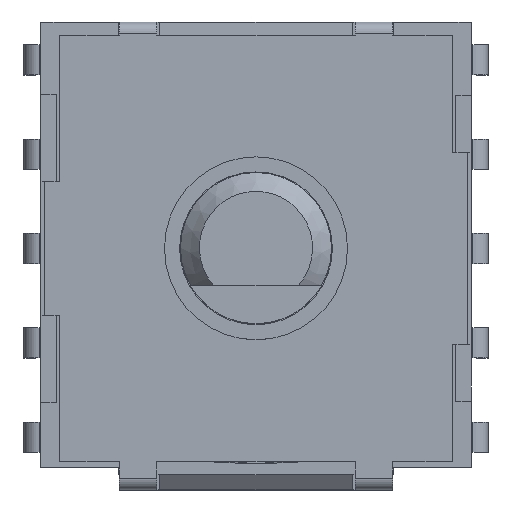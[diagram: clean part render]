
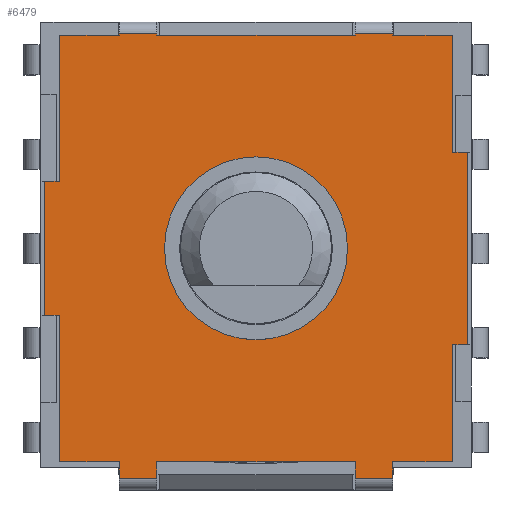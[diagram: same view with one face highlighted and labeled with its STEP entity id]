
A CAD part, top view. The second image highlights one B-rep face of the part: STEP entity #6479.
In plain terms, the highlighted planar face has unit normal (0, 0, 1).
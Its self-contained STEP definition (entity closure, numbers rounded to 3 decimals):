
#21=FACE_BOUND('',#775,.T.);
#151=PLANE('',#6917);
#450=FACE_OUTER_BOUND('',#774,.T.);
#774=EDGE_LOOP('',(#4984,#4985,#4986,#4987,#4988,#4989,#4990,#4991,#4992,
#4993,#4994,#4995,#4996,#4997,#4998,#4999,#5000,#5001,#5002,#5003,#5004,
#5005,#5006,#5007,#5008,#5009,#5010,#5011,#5012,#5013,#5014,#5015));
#775=EDGE_LOOP('',(#5016));
#1300=LINE('',#9772,#2049);
#1304=LINE('',#9781,#2053);
#1336=LINE('',#9875,#2085);
#1338=LINE('',#9881,#2087);
#1343=LINE('',#9890,#2092);
#1344=LINE('',#9892,#2093);
#1345=LINE('',#9894,#2094);
#1346=LINE('',#9896,#2095);
#1347=LINE('',#9898,#2096);
#1348=LINE('',#9900,#2097);
#1349=LINE('',#9901,#2098);
#1350=LINE('',#9903,#2099);
#1351=LINE('',#9905,#2100);
#1352=LINE('',#9907,#2101);
#1353=LINE('',#9909,#2102);
#1354=LINE('',#9911,#2103);
#1355=LINE('',#9913,#2104);
#1356=LINE('',#9915,#2105);
#1357=LINE('',#9917,#2106);
#1358=LINE('',#9919,#2107);
#1359=LINE('',#9921,#2108);
#1360=LINE('',#9923,#2109);
#1361=LINE('',#9925,#2110);
#1362=LINE('',#9927,#2111);
#1363=LINE('',#9929,#2112);
#1364=LINE('',#9930,#2113);
#1365=LINE('',#9932,#2114);
#1366=LINE('',#9934,#2115);
#1367=LINE('',#9936,#2116);
#1368=LINE('',#9938,#2117);
#1369=LINE('',#9940,#2118);
#1370=LINE('',#9941,#2119);
#2049=VECTOR('',#7983,10.);
#2053=VECTOR('',#7989,10.);
#2085=VECTOR('',#8061,10.);
#2087=VECTOR('',#8067,10.);
#2092=VECTOR('',#8074,10.);
#2093=VECTOR('',#8075,10.);
#2094=VECTOR('',#8076,10.);
#2095=VECTOR('',#8077,10.);
#2096=VECTOR('',#8078,10.);
#2097=VECTOR('',#8079,10.);
#2098=VECTOR('',#8080,10.);
#2099=VECTOR('',#8081,10.);
#2100=VECTOR('',#8082,10.);
#2101=VECTOR('',#8083,10.);
#2102=VECTOR('',#8084,10.);
#2103=VECTOR('',#8085,10.);
#2104=VECTOR('',#8086,10.);
#2105=VECTOR('',#8087,10.);
#2106=VECTOR('',#8088,10.);
#2107=VECTOR('',#8089,10.);
#2108=VECTOR('',#8090,10.);
#2109=VECTOR('',#8091,10.);
#2110=VECTOR('',#8092,10.);
#2111=VECTOR('',#8093,10.);
#2112=VECTOR('',#8094,10.);
#2113=VECTOR('',#8095,10.);
#2114=VECTOR('',#8096,10.);
#2115=VECTOR('',#8097,10.);
#2116=VECTOR('',#8098,10.);
#2117=VECTOR('',#8099,10.);
#2118=VECTOR('',#8100,10.);
#2119=VECTOR('',#8101,10.);
#2528=CIRCLE('',#6911,2.425);
#2903=VERTEX_POINT('',#9766);
#2905=VERTEX_POINT('',#9770);
#2907=VERTEX_POINT('',#9775);
#2909=VERTEX_POINT('',#9779);
#2948=VERTEX_POINT('',#9866);
#2950=VERTEX_POINT('',#9872);
#2951=VERTEX_POINT('',#9874);
#2953=VERTEX_POINT('',#9880);
#2956=VERTEX_POINT('',#9889);
#2957=VERTEX_POINT('',#9891);
#2958=VERTEX_POINT('',#9893);
#2959=VERTEX_POINT('',#9895);
#2960=VERTEX_POINT('',#9897);
#2961=VERTEX_POINT('',#9899);
#2962=VERTEX_POINT('',#9902);
#2963=VERTEX_POINT('',#9904);
#2964=VERTEX_POINT('',#9906);
#2965=VERTEX_POINT('',#9908);
#2966=VERTEX_POINT('',#9910);
#2967=VERTEX_POINT('',#9912);
#2968=VERTEX_POINT('',#9914);
#2969=VERTEX_POINT('',#9916);
#2970=VERTEX_POINT('',#9918);
#2971=VERTEX_POINT('',#9920);
#2972=VERTEX_POINT('',#9922);
#2973=VERTEX_POINT('',#9924);
#2974=VERTEX_POINT('',#9926);
#2975=VERTEX_POINT('',#9928);
#2976=VERTEX_POINT('',#9931);
#2977=VERTEX_POINT('',#9933);
#2978=VERTEX_POINT('',#9935);
#2979=VERTEX_POINT('',#9937);
#2980=VERTEX_POINT('',#9939);
#3645=EDGE_CURVE('',#2905,#2903,#1300,.T.);
#3649=EDGE_CURVE('',#2909,#2907,#1304,.T.);
#3691=EDGE_CURVE('',#2948,#2948,#2528,.T.);
#3693=EDGE_CURVE('',#2950,#2951,#1336,.T.);
#3696=EDGE_CURVE('',#2953,#2951,#1338,.T.);
#3701=EDGE_CURVE('',#2956,#2950,#1343,.T.);
#3702=EDGE_CURVE('',#2957,#2956,#1344,.T.);
#3703=EDGE_CURVE('',#2958,#2957,#1345,.T.);
#3704=EDGE_CURVE('',#2959,#2958,#1346,.T.);
#3705=EDGE_CURVE('',#2959,#2960,#1347,.T.);
#3706=EDGE_CURVE('',#2961,#2960,#1348,.T.);
#3707=EDGE_CURVE('',#2961,#2907,#1349,.T.);
#3708=EDGE_CURVE('',#2962,#2909,#1350,.T.);
#3709=EDGE_CURVE('',#2963,#2962,#1351,.T.);
#3710=EDGE_CURVE('',#2963,#2964,#1352,.T.);
#3711=EDGE_CURVE('',#2965,#2964,#1353,.T.);
#3712=EDGE_CURVE('',#2966,#2965,#1354,.T.);
#3713=EDGE_CURVE('',#2967,#2966,#1355,.T.);
#3714=EDGE_CURVE('',#2967,#2968,#1356,.T.);
#3715=EDGE_CURVE('',#2969,#2968,#1357,.T.);
#3716=EDGE_CURVE('',#2970,#2969,#1358,.T.);
#3717=EDGE_CURVE('',#2971,#2970,#1359,.T.);
#3718=EDGE_CURVE('',#2972,#2971,#1360,.T.);
#3719=EDGE_CURVE('',#2973,#2972,#1361,.T.);
#3720=EDGE_CURVE('',#2973,#2974,#1362,.T.);
#3721=EDGE_CURVE('',#2975,#2974,#1363,.T.);
#3722=EDGE_CURVE('',#2975,#2903,#1364,.T.);
#3723=EDGE_CURVE('',#2976,#2905,#1365,.T.);
#3724=EDGE_CURVE('',#2977,#2976,#1366,.T.);
#3725=EDGE_CURVE('',#2977,#2978,#1367,.T.);
#3726=EDGE_CURVE('',#2979,#2978,#1368,.T.);
#3727=EDGE_CURVE('',#2980,#2979,#1369,.T.);
#3728=EDGE_CURVE('',#2953,#2980,#1370,.T.);
#4984=ORIENTED_EDGE('',*,*,#3693,.F.);
#4985=ORIENTED_EDGE('',*,*,#3701,.F.);
#4986=ORIENTED_EDGE('',*,*,#3702,.F.);
#4987=ORIENTED_EDGE('',*,*,#3703,.F.);
#4988=ORIENTED_EDGE('',*,*,#3704,.F.);
#4989=ORIENTED_EDGE('',*,*,#3705,.T.);
#4990=ORIENTED_EDGE('',*,*,#3706,.F.);
#4991=ORIENTED_EDGE('',*,*,#3707,.T.);
#4992=ORIENTED_EDGE('',*,*,#3649,.F.);
#4993=ORIENTED_EDGE('',*,*,#3708,.F.);
#4994=ORIENTED_EDGE('',*,*,#3709,.F.);
#4995=ORIENTED_EDGE('',*,*,#3710,.T.);
#4996=ORIENTED_EDGE('',*,*,#3711,.F.);
#4997=ORIENTED_EDGE('',*,*,#3712,.F.);
#4998=ORIENTED_EDGE('',*,*,#3713,.F.);
#4999=ORIENTED_EDGE('',*,*,#3714,.T.);
#5000=ORIENTED_EDGE('',*,*,#3715,.F.);
#5001=ORIENTED_EDGE('',*,*,#3716,.F.);
#5002=ORIENTED_EDGE('',*,*,#3717,.F.);
#5003=ORIENTED_EDGE('',*,*,#3718,.F.);
#5004=ORIENTED_EDGE('',*,*,#3719,.F.);
#5005=ORIENTED_EDGE('',*,*,#3720,.T.);
#5006=ORIENTED_EDGE('',*,*,#3721,.F.);
#5007=ORIENTED_EDGE('',*,*,#3722,.T.);
#5008=ORIENTED_EDGE('',*,*,#3645,.F.);
#5009=ORIENTED_EDGE('',*,*,#3723,.F.);
#5010=ORIENTED_EDGE('',*,*,#3724,.F.);
#5011=ORIENTED_EDGE('',*,*,#3725,.T.);
#5012=ORIENTED_EDGE('',*,*,#3726,.F.);
#5013=ORIENTED_EDGE('',*,*,#3727,.F.);
#5014=ORIENTED_EDGE('',*,*,#3728,.F.);
#5015=ORIENTED_EDGE('',*,*,#3696,.T.);
#5016=ORIENTED_EDGE('',*,*,#3691,.T.);
#6479=ADVANCED_FACE('',(#450,#21),#151,.T.);
#6911=AXIS2_PLACEMENT_3D('',#9868,#8053,#8054);
#6917=AXIS2_PLACEMENT_3D('',#9888,#8072,#8073);
#7983=DIRECTION('',(1.,0.,0.));
#7989=DIRECTION('',(-1.,0.,0.));
#8053=DIRECTION('center_axis',(0.,0.,-1.));
#8054=DIRECTION('ref_axis',(-1.,0.,0.));
#8061=DIRECTION('',(1.,0.,0.));
#8067=DIRECTION('',(0.,1.,0.));
#8072=DIRECTION('center_axis',(0.,0.,1.));
#8073=DIRECTION('ref_axis',(1.,0.,0.));
#8074=DIRECTION('',(0.,1.,0.));
#8075=DIRECTION('',(1.,0.,0.));
#8076=DIRECTION('',(0.,1.,0.));
#8077=DIRECTION('',(1.,0.,0.));
#8078=DIRECTION('',(-1.,0.,0.));
#8079=DIRECTION('',(0.,1.,0.));
#8080=DIRECTION('',(1.,0.,0.));
#8081=DIRECTION('',(0.,1.,0.));
#8082=DIRECTION('',(-1.,0.,0.));
#8083=DIRECTION('',(0.,-1.,0.));
#8084=DIRECTION('',(-1.,0.,0.));
#8085=DIRECTION('',(0.,-1.,0.));
#8086=DIRECTION('',(-1.,0.,0.));
#8087=DIRECTION('',(0.,-1.,0.));
#8088=DIRECTION('',(-1.,0.,0.));
#8089=DIRECTION('',(0.,-1.,0.));
#8090=DIRECTION('',(-1.,0.,0.));
#8091=DIRECTION('',(0.,-1.,0.));
#8092=DIRECTION('',(-1.,0.,0.));
#8093=DIRECTION('',(1.,0.,0.));
#8094=DIRECTION('',(0.,-1.,0.));
#8095=DIRECTION('',(-1.,0.,0.));
#8096=DIRECTION('',(0.,-1.,0.));
#8097=DIRECTION('',(1.,0.,0.));
#8098=DIRECTION('',(0.,1.,0.));
#8099=DIRECTION('',(1.,0.,0.));
#8100=DIRECTION('',(0.,1.,0.));
#8101=DIRECTION('',(1.,0.,0.));
#9766=CARTESIAN_POINT('',(5.3,2.55,3.));
#9770=CARTESIAN_POINT('',(5.2,2.55,3.));
#9772=CARTESIAN_POINT('',(5.6,2.55,3.));
#9775=CARTESIAN_POINT('',(-5.3,-1.775,3.));
#9779=CARTESIAN_POINT('',(-5.2,-1.775,3.));
#9781=CARTESIAN_POINT('',(-5.6,-1.775,3.));
#9866=CARTESIAN_POINT('',(2.425,0.,3.));
#9868=CARTESIAN_POINT('Origin',(0.,0.,3.));
#9872=CARTESIAN_POINT('',(-3.625,5.7,3.));
#9874=CARTESIAN_POINT('',(-2.625,5.7,3.));
#9875=CARTESIAN_POINT('',(-1.366,5.7,3.));
#9880=CARTESIAN_POINT('',(-2.625,5.65,3.));
#9881=CARTESIAN_POINT('',(-2.625,5.65,3.));
#9888=CARTESIAN_POINT('Origin',(-2.731,-2.756,3.));
#9889=CARTESIAN_POINT('',(-3.625,5.65,3.));
#9890=CARTESIAN_POINT('',(-3.625,5.65,3.));
#9891=CARTESIAN_POINT('',(-5.2,5.65,3.));
#9892=CARTESIAN_POINT('',(5.2,5.65,3.));
#9893=CARTESIAN_POINT('',(-5.2,1.775,3.));
#9894=CARTESIAN_POINT('',(-5.2,5.65,3.));
#9895=CARTESIAN_POINT('',(-5.3,1.775,3.));
#9896=CARTESIAN_POINT('',(-5.2,1.775,3.));
#9897=CARTESIAN_POINT('',(-5.6,1.775,3.));
#9898=CARTESIAN_POINT('',(-5.7,1.775,3.));
#9899=CARTESIAN_POINT('',(-5.6,-1.775,3.));
#9900=CARTESIAN_POINT('',(-5.6,1.775,3.));
#9901=CARTESIAN_POINT('',(-5.3,-1.775,3.));
#9902=CARTESIAN_POINT('',(-5.2,-5.65,3.));
#9903=CARTESIAN_POINT('',(-5.2,-1.775,3.));
#9904=CARTESIAN_POINT('',(-3.625,-5.65,3.));
#9905=CARTESIAN_POINT('',(-5.2,-5.65,3.));
#9906=CARTESIAN_POINT('',(-3.625,-6.1,3.));
#9907=CARTESIAN_POINT('',(-3.625,-5.65,3.));
#9908=CARTESIAN_POINT('',(-2.625,-6.1,3.));
#9909=CARTESIAN_POINT('',(-1.366,-6.1,3.));
#9910=CARTESIAN_POINT('',(-2.625,-5.65,3.));
#9911=CARTESIAN_POINT('',(-2.625,-5.65,3.));
#9912=CARTESIAN_POINT('',(2.625,-5.65,3.));
#9913=CARTESIAN_POINT('',(-5.2,-5.65,3.));
#9914=CARTESIAN_POINT('',(2.625,-6.1,3.));
#9915=CARTESIAN_POINT('',(2.625,-5.65,3.));
#9916=CARTESIAN_POINT('',(3.625,-6.1,3.));
#9917=CARTESIAN_POINT('',(-1.366,-6.1,3.));
#9918=CARTESIAN_POINT('',(3.625,-5.65,3.));
#9919=CARTESIAN_POINT('',(3.625,-5.65,3.));
#9920=CARTESIAN_POINT('',(5.2,-5.65,3.));
#9921=CARTESIAN_POINT('',(-5.2,-5.65,3.));
#9922=CARTESIAN_POINT('',(5.2,-2.55,3.));
#9923=CARTESIAN_POINT('',(5.2,-5.65,3.));
#9924=CARTESIAN_POINT('',(5.3,-2.55,3.));
#9925=CARTESIAN_POINT('',(5.2,-2.55,3.));
#9926=CARTESIAN_POINT('',(5.6,-2.55,3.));
#9927=CARTESIAN_POINT('',(5.7,-2.55,3.));
#9928=CARTESIAN_POINT('',(5.6,2.55,3.));
#9929=CARTESIAN_POINT('',(5.6,-2.55,3.));
#9930=CARTESIAN_POINT('',(5.7,2.55,3.));
#9931=CARTESIAN_POINT('',(5.2,5.65,3.));
#9932=CARTESIAN_POINT('',(5.2,2.55,3.));
#9933=CARTESIAN_POINT('',(3.625,5.65,3.));
#9934=CARTESIAN_POINT('',(5.2,5.65,3.));
#9935=CARTESIAN_POINT('',(3.625,5.7,3.));
#9936=CARTESIAN_POINT('',(3.625,5.65,3.));
#9937=CARTESIAN_POINT('',(2.625,5.7,3.));
#9938=CARTESIAN_POINT('',(-1.366,5.7,3.));
#9939=CARTESIAN_POINT('',(2.625,5.65,3.));
#9940=CARTESIAN_POINT('',(2.625,5.65,3.));
#9941=CARTESIAN_POINT('',(5.2,5.65,3.));
